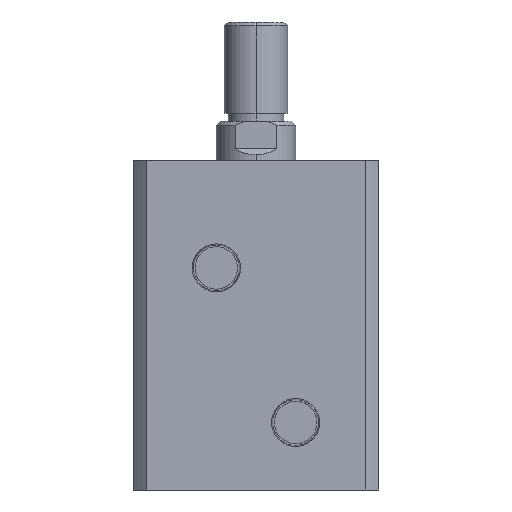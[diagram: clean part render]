
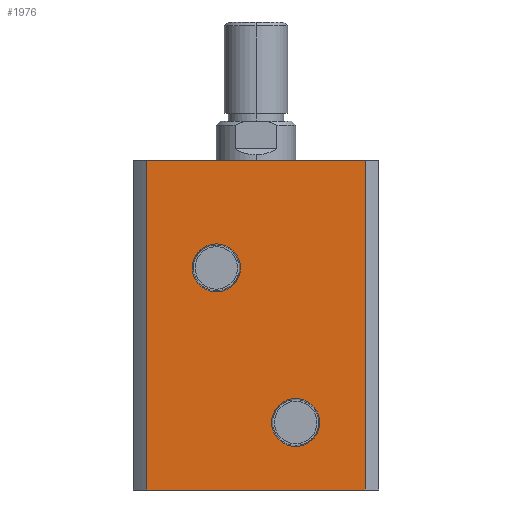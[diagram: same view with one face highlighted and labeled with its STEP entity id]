
A CAD part, left-side view. The second image highlights one B-rep face of the part: STEP entity #1976.
In plain terms, the highlighted planar face has unit normal (-1, 0, 0).
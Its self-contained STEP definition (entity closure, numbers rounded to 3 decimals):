
#517 = ORIENTED_EDGE ( 'NONE', *, *, #3186, .F. ) ;
#518 = ORIENTED_EDGE ( 'NONE', *, *, #3264, .F. ) ;
#526 = ORIENTED_EDGE ( 'NONE', *, *, #3187, .F. ) ;
#528 = ORIENTED_EDGE ( 'NONE', *, *, #3189, .F. ) ;
#529 = ORIENTED_EDGE ( 'NONE', *, *, #3185, .T. ) ;
#536 = ORIENTED_EDGE ( 'NONE', *, *, #3188, .T. ) ;
#543 = ORIENTED_EDGE ( 'NONE', *, *, #3236, .F. ) ;
#547 = ORIENTED_EDGE ( 'NONE', *, *, #3190, .F. ) ;
#557 = VERTEX_POINT ( 'NONE', #3503 ) ;
#558 = VERTEX_POINT ( 'NONE', #3515 ) ;
#1011 = EDGE_LOOP ( 'NONE', ( #536, #526, #517, #529 ) ) ;
#1017 = EDGE_LOOP ( 'NONE', ( #528, #543 ) ) ;
#1035 = EDGE_LOOP ( 'NONE', ( #547, #518 ) ) ;
#1079 = VERTEX_POINT ( 'NONE', #3525 ) ;
#1087 = VERTEX_POINT ( 'NONE', #3516 ) ;
#1173 = VERTEX_POINT ( 'NONE', #3616 ) ;
#1176 = VERTEX_POINT ( 'NONE', #3648 ) ;
#1183 = AXIS2_PLACEMENT_3D ( 'NONE', #1487, #1488, #1489 ) ;
#1415 = CARTESIAN_POINT ( 'NONE',  ( -31., -10., 17. ) ) ;
#1416 = DIRECTION ( 'NONE',  ( -1., 0., 0. ) ) ;
#1417 = DIRECTION ( 'NONE',  ( 0., 0., 1. ) ) ;
#1487 = CARTESIAN_POINT ( 'NONE',  ( -31., 10., 56. ) ) ;
#1488 = DIRECTION ( 'NONE',  ( -1., 0., 0. ) ) ;
#1489 = DIRECTION ( 'NONE',  ( 0., 0., 1. ) ) ;
#1602 = CARTESIAN_POINT ( 'NONE',  ( -31., -27.591, 0. ) ) ;
#1605 = CARTESIAN_POINT ( 'NONE',  ( -31., 27.591, 0. ) ) ;
#1976 = ADVANCED_FACE ( 'NONE', ( #2628, #2636, #2632 ), #2090, .F. ) ;
#2087 = DIRECTION ( 'NONE',  ( 1., 0., 0. ) ) ;
#2089 = CARTESIAN_POINT ( 'NONE',  ( -31., 0., 83. ) ) ;
#2090 = PLANE ( 'NONE',  #3427 ) ;
#2092 = DIRECTION ( 'NONE',  ( 0., 0., -1. ) ) ;
#2399 = DIRECTION ( 'NONE',  ( 0., 0., -1. ) ) ;
#2403 = CARTESIAN_POINT ( 'NONE',  ( -31., 0., 83. ) ) ;
#2404 = CARTESIAN_POINT ( 'NONE',  ( -31., 27.591, 83. ) ) ;
#2409 = DIRECTION ( 'NONE',  ( 0., -1., 0. ) ) ;
#2410 = CARTESIAN_POINT ( 'NONE',  ( -31., -27.591, 83. ) ) ;
#2411 = DIRECTION ( 'NONE',  ( 0., 0., -1. ) ) ;
#2412 = CARTESIAN_POINT ( 'NONE',  ( -31., 0., 0. ) ) ;
#2413 = DIRECTION ( 'NONE',  ( 0., -1., 0. ) ) ;
#2415 = CARTESIAN_POINT ( 'NONE',  ( -31., -10., 17. ) ) ;
#2416 = DIRECTION ( 'NONE',  ( -1., 0., 0. ) ) ;
#2417 = DIRECTION ( 'NONE',  ( 0., 0., 1. ) ) ;
#2418 = CARTESIAN_POINT ( 'NONE',  ( -31., 10., 56. ) ) ;
#2419 = DIRECTION ( 'NONE',  ( -1., 0., 0. ) ) ;
#2420 = DIRECTION ( 'NONE',  ( 0., 0., 1. ) ) ;
#2628 = FACE_BOUND ( 'NONE', #1035, .T. ) ;
#2632 = FACE_OUTER_BOUND ( 'NONE', #1011, .T. ) ;
#2636 = FACE_BOUND ( 'NONE', #1017, .T. ) ;
#2887 = LINE ( 'NONE', #2404, #2894 ) ;
#2892 = LINE ( 'NONE', #2403, #2896 ) ;
#2893 = CIRCLE ( 'NONE', #3451, 6.06 ) ;
#2894 = VECTOR ( 'NONE', #2399, 1000. ) ;
#2895 = LINE ( 'NONE', #2410, #2898 ) ;
#2896 = VECTOR ( 'NONE', #2409, 1000. ) ;
#2897 = LINE ( 'NONE', #2412, #2900 ) ;
#2898 = VECTOR ( 'NONE', #2411, 1000. ) ;
#2899 = CIRCLE ( 'NONE', #3450, 6.06 ) ;
#2900 = VECTOR ( 'NONE', #2413, 1000. ) ;
#2965 = CIRCLE ( 'NONE', #3478, 6.06 ) ;
#3007 = CIRCLE ( 'NONE', #1183, 6.06 ) ;
#3185 = EDGE_CURVE ( 'NONE', #1176, #3585, #2887, .T. ) ;
#3186 = EDGE_CURVE ( 'NONE', #1176, #1173, #2892, .T. ) ;
#3187 = EDGE_CURVE ( 'NONE', #1173, #3583, #2895, .T. ) ;
#3188 = EDGE_CURVE ( 'NONE', #3585, #3583, #2897, .T. ) ;
#3189 = EDGE_CURVE ( 'NONE', #557, #558, #2899, .T. ) ;
#3190 = EDGE_CURVE ( 'NONE', #1087, #1079, #2893, .T. ) ;
#3236 = EDGE_CURVE ( 'NONE', #558, #557, #2965, .T. ) ;
#3264 = EDGE_CURVE ( 'NONE', #1079, #1087, #3007, .T. ) ;
#3427 = AXIS2_PLACEMENT_3D ( 'NONE', #2089, #2087, #2092 ) ;
#3450 = AXIS2_PLACEMENT_3D ( 'NONE', #2415, #2416, #2417 ) ;
#3451 = AXIS2_PLACEMENT_3D ( 'NONE', #2418, #2419, #2420 ) ;
#3478 = AXIS2_PLACEMENT_3D ( 'NONE', #1415, #1416, #1417 ) ;
#3503 = CARTESIAN_POINT ( 'NONE',  ( -31., -10., 23.06 ) ) ;
#3515 = CARTESIAN_POINT ( 'NONE',  ( -31., -10., 10.94 ) ) ;
#3516 = CARTESIAN_POINT ( 'NONE',  ( -31., 10., 62.06 ) ) ;
#3525 = CARTESIAN_POINT ( 'NONE',  ( -31., 10., 49.94 ) ) ;
#3583 = VERTEX_POINT ( 'NONE', #1602 ) ;
#3585 = VERTEX_POINT ( 'NONE', #1605 ) ;
#3616 = CARTESIAN_POINT ( 'NONE',  ( -31., -27.591, 83. ) ) ;
#3648 = CARTESIAN_POINT ( 'NONE',  ( -31., 27.591, 83. ) ) ;
